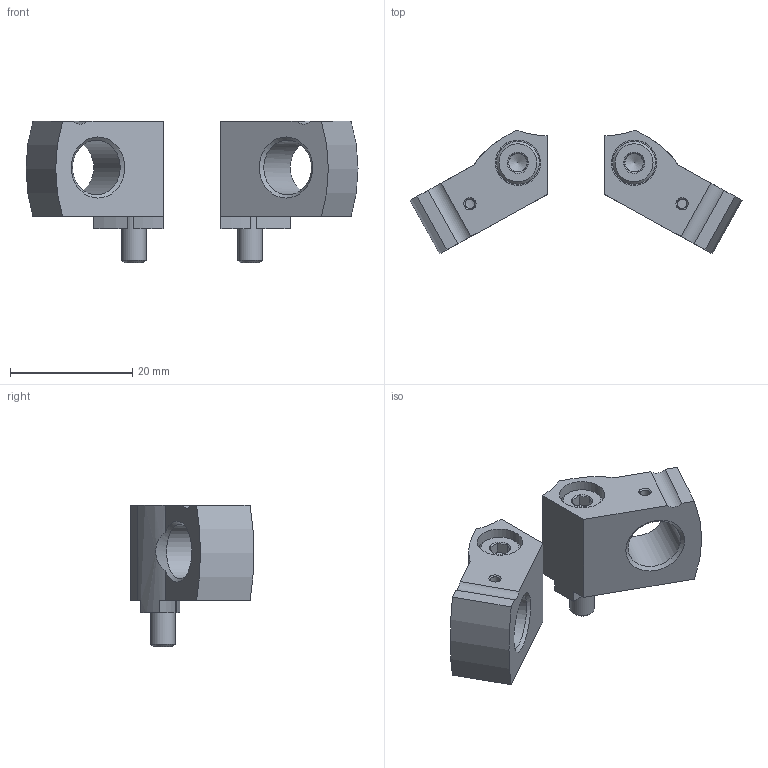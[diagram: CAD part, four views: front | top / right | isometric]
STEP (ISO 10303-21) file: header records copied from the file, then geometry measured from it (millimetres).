
FILE_DESCRIPTION(/* description */ ('STEP AP214'),/* implementation_level */ '2;1');
FILE_NAME(/* name */ '547901_DSM-16-B',/* time_stamp */ '2024-08-21T18:18:14+02:00',/* author */ ('License CC BY-ND 4.0'),/* organization */ ('CADENAS'),/* preprocessor_version */ 'ST-DEVELOPER v19.3',/* originating_system */ 'PARTsolutions',/* authorisation */ ' ');
FILE_SCHEMA (('AUTOMOTIVE_DESIGN {1 0 10303 214 3 1 1}'));
Length unit declared in the file: millimetre
Products named in the file (4): 547901 DSM-16-B; 704062 DSM-16-BL---(HZ); DIN-912 - M4x18(F); 704063 DSM-16-BR---(HZ)
Assembly tree (4 placements, depth 2):
  547901 DSM-16-B
    704062 DSM-16-BL---(HZ)
    DIN-912 - M4x18(F)  x2
    704063 DSM-16-BR---(HZ)
Bounding box: 54.29 x 20.25 x 23.2 mm (x, y, z)
Volume: 6049 mm3; surface area: 4669.5 mm2
Topology: 4 solids, 4 shells, 108 faces, 250 edges, 150 vertices
Faces by surface type: plane 52, cylinder 28, cone 28
Full cylindrical faces by diameter (mm): 1.567 x2, 4 x2, 4.5 x2, 7 x2, 7.4 x2, 8.917 x2
Entity records: 2374 total; most frequent: CARTESIAN_POINT 428, DIRECTION 412, ORIENTED_EDGE 340, EDGE_CURVE 170, AXIS2_PLACEMENT_3D 167, VERTEX_POINT 117, FACE_BOUND 113, EDGE_LOOP 112
